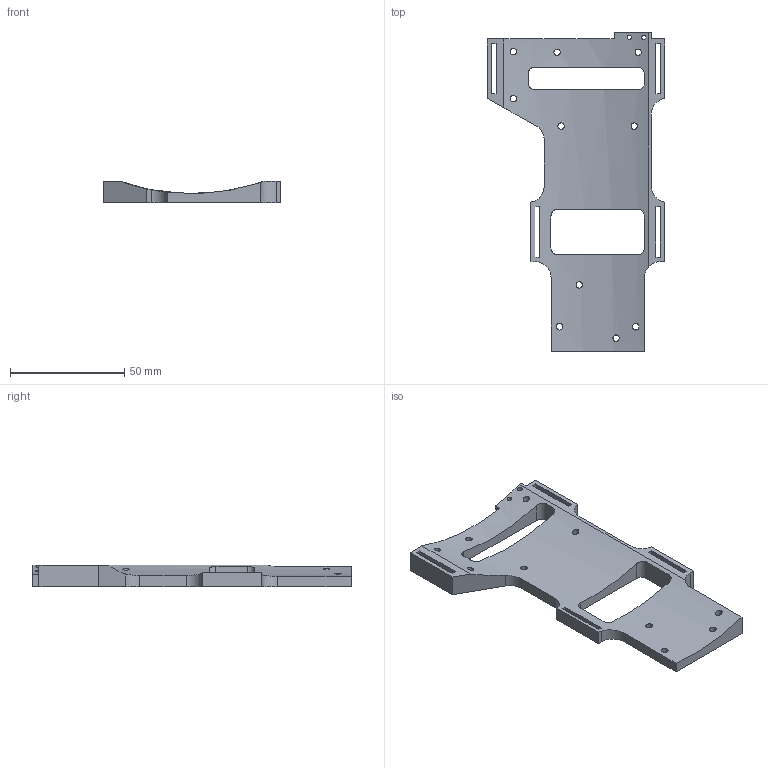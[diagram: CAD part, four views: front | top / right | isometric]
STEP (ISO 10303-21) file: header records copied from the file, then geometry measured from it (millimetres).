
FILE_DESCRIPTION(/* description */ (''),/* implementation_level */ '2;1');
FILE_NAME(/* name */ 'CRAv1B-ArmBase(2).stp',/* time_stamp */ '2024-07-30T13:15:43+01:00',/* author */ ('thiba'),/* organization */ (''),/* preprocessor_version */ 'ST-DEVELOPER v20',/* originating_system */ 'Autodesk Inventor 2025',/* authorisation */ '');
FILE_SCHEMA (('AUTOMOTIVE_DESIGN { 1 0 10303 214 3 1 1 }'));
Length unit declared in the file: millimetre
Products named in the file (1): CRAv1B-ArmBase(2)
Bounding box: 77.9 x 139.34 x 9.5 mm (x, y, z)
Volume: 35417 mm3; surface area: 18871.4 mm2
Topology: 1 solids, 1 shells, 71 faces, 219 edges, 150 vertices
Faces by surface type: plane 44, cylinder 27
Full cylindrical faces by diameter (mm): 1.9 x2, 2.8 x8, 2.9 x2
Entity records: 3002 total; most frequent: CARTESIAN_POINT 951, ORIENTED_EDGE 438, DIRECTION 367, EDGE_CURVE 219, VERTEX_POINT 150, LINE 143, VECTOR 143, AXIS2_PLACEMENT_3D 112
